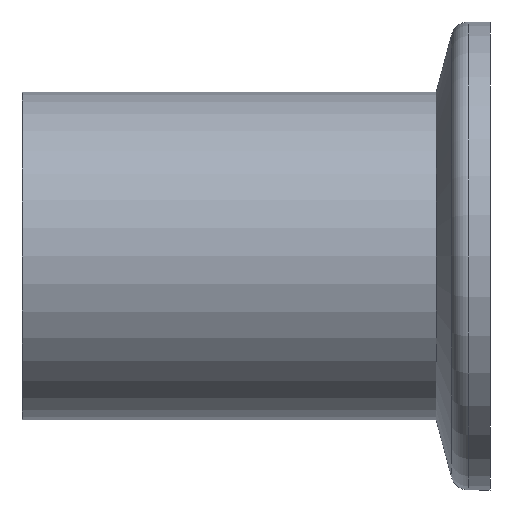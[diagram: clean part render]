
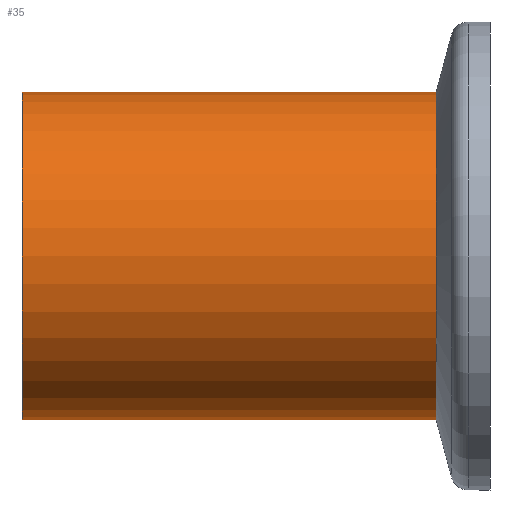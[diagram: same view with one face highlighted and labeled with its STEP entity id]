
A CAD part, left-side view. The second image highlights one B-rep face of the part: STEP entity #35.
In plain terms, the highlighted cylindrical face has radius 14 mm (diameter 28 mm), a partial arc.
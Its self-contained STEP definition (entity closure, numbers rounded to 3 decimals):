
#5 = ORIENTED_EDGE ( 'NONE', *, *, #14, .T. ) ;
#7 = ORIENTED_EDGE ( 'NONE', *, *, #238, .T. ) ;
#8 = ORIENTED_EDGE ( 'NONE', *, *, #262, .F. ) ;
#14 = EDGE_CURVE ( 'NONE', #220, #178, #310, .T. ) ;
#23 = ORIENTED_EDGE ( 'NONE', *, *, #249, .F. ) ;
#29 = VECTOR ( 'NONE', #32, 1000. ) ;
#32 = DIRECTION ( 'NONE',  ( 0., -1., 0. ) ) ;
#33 = CARTESIAN_POINT ( 'NONE',  ( 0., -10.653, -14. ) ) ;
#35 = ADVANCED_FACE ( 'NONE', ( #337 ), #292, .T. ) ;
#36 = EDGE_LOOP ( 'NONE', ( #23, #5, #7, #8 ) ) ;
#79 = CARTESIAN_POINT ( 'NONE',  ( 0., 40., -14. ) ) ;
#114 = CARTESIAN_POINT ( 'NONE',  ( 0., 4.608, -14. ) ) ;
#149 = LINE ( 'NONE', #33, #29 ) ;
#160 = CARTESIAN_POINT ( 'NONE',  ( 0., 40., 14. ) ) ;
#178 = VERTEX_POINT ( 'NONE', #79 ) ;
#220 = VERTEX_POINT ( 'NONE', #160 ) ;
#226 = VERTEX_POINT ( 'NONE', #114 ) ;
#238 = EDGE_CURVE ( 'NONE', #178, #226, #149, .T. ) ;
#249 = EDGE_CURVE ( 'NONE', #220, #258, #433, .T. ) ;
#258 = VERTEX_POINT ( 'NONE', #423 ) ;
#262 = EDGE_CURVE ( 'NONE', #258, #226, #394, .T. ) ;
#277 = DIRECTION ( 'NONE',  ( 0., 0., -1. ) ) ;
#285 = AXIS2_PLACEMENT_3D ( 'NONE', #287, #286, #309 ) ;
#286 = DIRECTION ( 'NONE',  ( 0., -1., 0. ) ) ;
#287 = CARTESIAN_POINT ( 'NONE',  ( 0., -10.653, 0. ) ) ;
#289 = CARTESIAN_POINT ( 'NONE',  ( 0., 40., 0. ) ) ;
#292 = CYLINDRICAL_SURFACE ( 'NONE', #285, 14. ) ;
#309 = DIRECTION ( 'NONE',  ( 0., 0., -1. ) ) ;
#310 = CIRCLE ( 'NONE', #324, 14. ) ;
#323 = DIRECTION ( 'NONE',  ( 0., -1., 0. ) ) ;
#324 = AXIS2_PLACEMENT_3D ( 'NONE', #289, #323, #277 ) ;
#337 = FACE_OUTER_BOUND ( 'NONE', #36, .T. ) ;
#381 = VECTOR ( 'NONE', #425, 1000. ) ;
#394 = CIRCLE ( 'NONE', #400, 14. ) ;
#398 = DIRECTION ( 'NONE',  ( 0., -1., 0. ) ) ;
#399 = CARTESIAN_POINT ( 'NONE',  ( 0., 4.608, 0. ) ) ;
#400 = AXIS2_PLACEMENT_3D ( 'NONE', #399, #398, #412 ) ;
#412 = DIRECTION ( 'NONE',  ( 0., 0., -1. ) ) ;
#423 = CARTESIAN_POINT ( 'NONE',  ( 0., 4.608, 14. ) ) ;
#425 = DIRECTION ( 'NONE',  ( 0., -1., 0. ) ) ;
#432 = CARTESIAN_POINT ( 'NONE',  ( 0., -10.653, 14. ) ) ;
#433 = LINE ( 'NONE', #432, #381 ) ;
